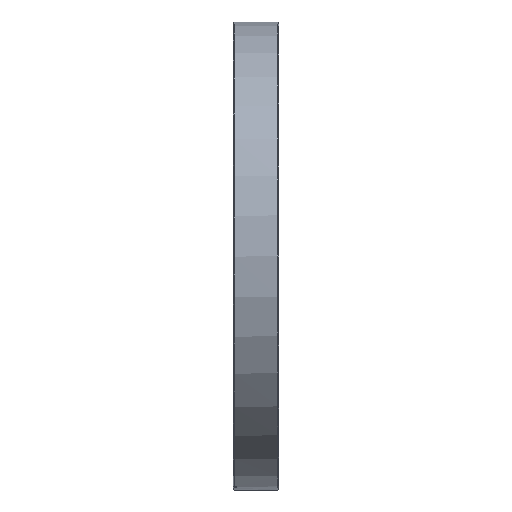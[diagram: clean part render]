
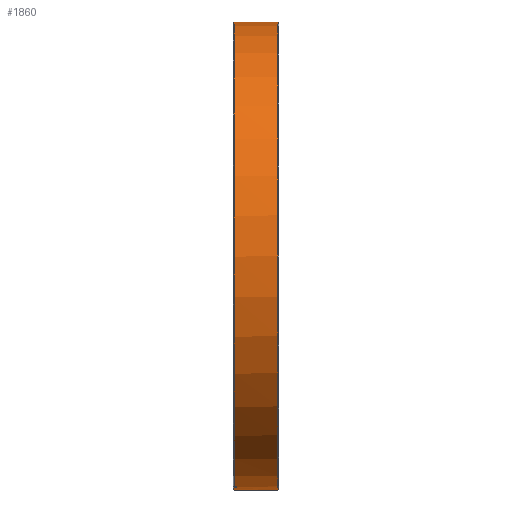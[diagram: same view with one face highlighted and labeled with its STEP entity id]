
A CAD part, left-side view. The second image highlights one B-rep face of the part: STEP entity #1860.
In plain terms, the highlighted cylindrical face has radius 126.6 mm (diameter 253.2 mm), a partial arc.
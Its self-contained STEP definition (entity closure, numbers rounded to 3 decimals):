
#714 = CIRCLE ( 'NONE', #726, 126.6 ) ;
#726 = AXIS2_PLACEMENT_3D ( 'NONE', #2708, #2709, #2710 ) ;
#826 = VERTEX_POINT ( 'NONE', #2588 ) ;
#839 = VERTEX_POINT ( 'NONE', #2600 ) ;
#840 = VERTEX_POINT ( 'NONE', #2601 ) ;
#843 = VERTEX_POINT ( 'NONE', #2604 ) ;
#844 = VERTEX_POINT ( 'NONE', #2605 ) ;
#919 = EDGE_CURVE ( 'NONE', #843, #844, #714, .T. ) ;
#1158 = VERTEX_POINT ( 'NONE', #3208 ) ;
#1159 = VERTEX_POINT ( 'NONE', #3209 ) ;
#1160 = VERTEX_POINT ( 'NONE', #3210 ) ;
#1748 = EDGE_LOOP ( 'NONE', ( #2155, #2156, #2157, #2158, #2159, #2160, #2161, #2162 ) ) ;
#1860 = ADVANCED_FACE ( 'NONE', ( #4036 ), #4035, .T. ) ;
#1919 = EDGE_CURVE ( 'NONE', #826, #839, #4535, .T. ) ;
#1920 = EDGE_CURVE ( 'NONE', #844, #840, #4550, .T. ) ;
#1952 = EDGE_CURVE ( 'NONE', #826, #1159, #4223, .T. ) ;
#1981 = EDGE_CURVE ( 'NONE', #1159, #1158, #4727, .T. ) ;
#1982 = EDGE_CURVE ( 'NONE', #1160, #1158, #4282, .T. ) ;
#1983 = EDGE_CURVE ( 'NONE', #1160, #843, #4732, .T. ) ;
#1984 = EDGE_CURVE ( 'NONE', #840, #839, #4285, .T. ) ;
#2155 = ORIENTED_EDGE ( 'NONE', *, *, #1919, .F. ) ;
#2156 = ORIENTED_EDGE ( 'NONE', *, *, #1952, .T. ) ;
#2157 = ORIENTED_EDGE ( 'NONE', *, *, #1981, .T. ) ;
#2158 = ORIENTED_EDGE ( 'NONE', *, *, #1982, .F. ) ;
#2159 = ORIENTED_EDGE ( 'NONE', *, *, #1983, .T. ) ;
#2160 = ORIENTED_EDGE ( 'NONE', *, *, #919, .T. ) ;
#2161 = ORIENTED_EDGE ( 'NONE', *, *, #1920, .T. ) ;
#2162 = ORIENTED_EDGE ( 'NONE', *, *, #1984, .T. ) ;
#2588 = CARTESIAN_POINT ( 'NONE',  ( 0., 24.2, 126.6 ) ) ;
#2600 = CARTESIAN_POINT ( 'NONE',  ( 0., 0.4, 126.6 ) ) ;
#2601 = CARTESIAN_POINT ( 'NONE',  ( 0., 0.4, -126.6 ) ) ;
#2604 = CARTESIAN_POINT ( 'NONE',  ( -18.322, 24.2, -125.267 ) ) ;
#2605 = CARTESIAN_POINT ( 'NONE',  ( 0., 24.2, -126.6 ) ) ;
#2708 = CARTESIAN_POINT ( 'NONE',  ( 0., 24.2, 0. ) ) ;
#2709 = DIRECTION ( 'NONE',  ( 0., -1., 0. ) ) ;
#2710 = DIRECTION ( 'NONE',  ( 0., 0., -1. ) ) ;
#3208 = CARTESIAN_POINT ( 'NONE',  ( -21.285, 23., -124.798 ) ) ;
#3209 = CARTESIAN_POINT ( 'NONE',  ( -21.285, 24.2, -124.798 ) ) ;
#3210 = CARTESIAN_POINT ( 'NONE',  ( -18.322, 23., -125.267 ) ) ;
#4030 = DIRECTION ( 'NONE',  ( 0., -1., 0. ) ) ;
#4032 = CARTESIAN_POINT ( 'NONE',  ( 0., -15.022, 0. ) ) ;
#4035 = CYLINDRICAL_SURFACE ( 'NONE', #4105, 126.6 ) ;
#4036 = FACE_OUTER_BOUND ( 'NONE', #1748, .T. ) ;
#4038 = DIRECTION ( 'NONE',  ( 0., 0., -1. ) ) ;
#4105 = AXIS2_PLACEMENT_3D ( 'NONE', #4032, #4030, #4038 ) ;
#4170 = VECTOR ( 'NONE', #4549, 1000. ) ;
#4172 = VECTOR ( 'NONE', #4552, 1000. ) ;
#4223 = CIRCLE ( 'NONE', #4225, 126.6 ) ;
#4225 = AXIS2_PLACEMENT_3D ( 'NONE', #4646, #4647, #4648 ) ;
#4280 = VECTOR ( 'NONE', #4737, 1000. ) ;
#4282 = CIRCLE ( 'NONE', #4284, 126.6 ) ;
#4283 = VECTOR ( 'NONE', #4741, 1000. ) ;
#4284 = AXIS2_PLACEMENT_3D ( 'NONE', #4738, #4739, #4740 ) ;
#4285 = CIRCLE ( 'NONE', #4287, 126.6 ) ;
#4287 = AXIS2_PLACEMENT_3D ( 'NONE', #4742, #4743, #4744 ) ;
#4535 = LINE ( 'NONE', #4536, #4170 ) ;
#4536 = CARTESIAN_POINT ( 'NONE',  ( 0., -15.022, 126.6 ) ) ;
#4549 = DIRECTION ( 'NONE',  ( 0., -1., 0. ) ) ;
#4550 = LINE ( 'NONE', #4551, #4172 ) ;
#4551 = CARTESIAN_POINT ( 'NONE',  ( 0., -15.022, -126.6 ) ) ;
#4552 = DIRECTION ( 'NONE',  ( 0., -1., 0. ) ) ;
#4646 = CARTESIAN_POINT ( 'NONE',  ( 0., 24.2, 0. ) ) ;
#4647 = DIRECTION ( 'NONE',  ( 0., -1., 0. ) ) ;
#4648 = DIRECTION ( 'NONE',  ( 0., 0., -1. ) ) ;
#4727 = LINE ( 'NONE', #4728, #4280 ) ;
#4728 = CARTESIAN_POINT ( 'NONE',  ( -21.285, -15.022, -124.798 ) ) ;
#4732 = LINE ( 'NONE', #4733, #4283 ) ;
#4733 = CARTESIAN_POINT ( 'NONE',  ( -18.322, -15.022, -125.267 ) ) ;
#4737 = DIRECTION ( 'NONE',  ( 0., -1., 0. ) ) ;
#4738 = CARTESIAN_POINT ( 'NONE',  ( 0., 23., 0. ) ) ;
#4739 = DIRECTION ( 'NONE',  ( 0., 1., 0. ) ) ;
#4740 = DIRECTION ( 'NONE',  ( 0., 0., 1. ) ) ;
#4741 = DIRECTION ( 'NONE',  ( 0., 1., 0. ) ) ;
#4742 = CARTESIAN_POINT ( 'NONE',  ( 0., 0.4, 0. ) ) ;
#4743 = DIRECTION ( 'NONE',  ( 0., 1., 0. ) ) ;
#4744 = DIRECTION ( 'NONE',  ( 0., 0., 1. ) ) ;
